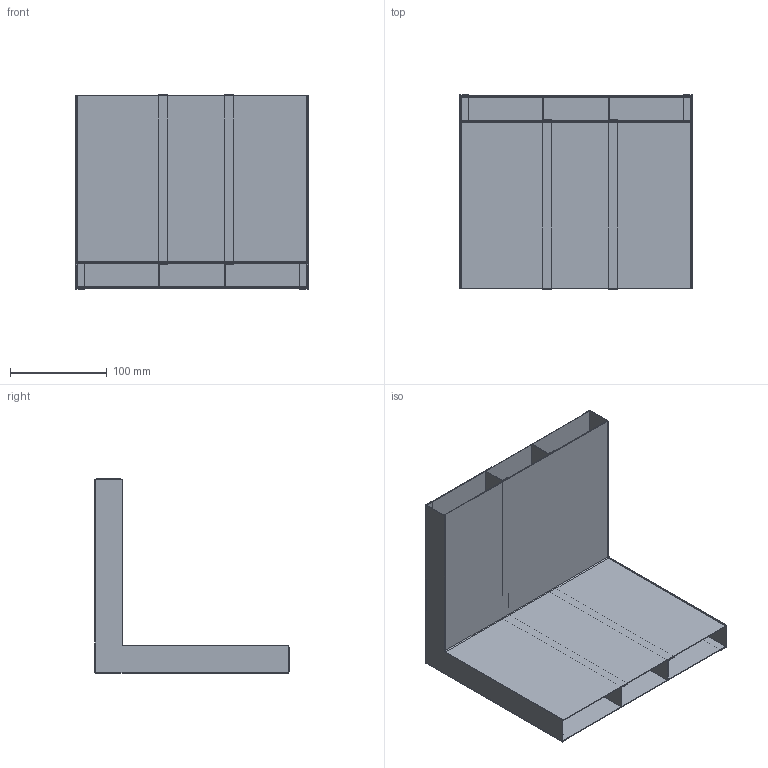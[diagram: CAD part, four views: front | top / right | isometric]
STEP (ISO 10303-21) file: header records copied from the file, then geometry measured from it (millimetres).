
FILE_DESCRIPTION((''),'2;1');
FILE_NAME('UKK_240-28-3-SIMPLIFIED_ASM','2022-12-05T08:47:49',('rissom1'),(''),'CREO PARAMETRIC BY PTC INC, 2022024','CREO PARAMETRIC BY PTC INC, 2022024','');
FILE_SCHEMA(('AUTOMOTIVE_DESIGN { 1 0 10303 214 1 1 1 1 }'));
Length unit declared in the file: millimetre
Products named in the file (5): UKKA_240-SIMPLIFIED; UKKS_28-SIMPLIFIED; UKKT_28-SIMPLIFIED; UKKI_240-28-SIMPLIFIED; UKK_240-28-3-SIMPLIFIED_ASM
Assembly tree (6 placements, depth 2):
  UKK_240-28-3-SIMPLIFIED_ASM
    UKKA_240-SIMPLIFIED
    UKKS_28-SIMPLIFIED  x2
    UKKT_28-SIMPLIFIED  x2
    UKKI_240-28-SIMPLIFIED
Bounding box: 240 x 200.5 x 200.53 mm (x, y, z)
Volume: 171431 mm3; surface area: 461418.3 mm2
Topology: 6 solids, 6 shells, 76 faces, 224 edges, 160 vertices
Faces by surface type: plane 60, cylinder 16
Entity records: 4490 total; most frequent: CARTESIAN_POINT 1901, DIRECTION 371, ORIENTED_EDGE 240, COLOUR_RGB 211, PRESENTATION_STYLE_ASSIGNMENT 154, CURVE_STYLE 147, STYLED_ITEM 147, AXIS2_PLACEMENT_3D 121
